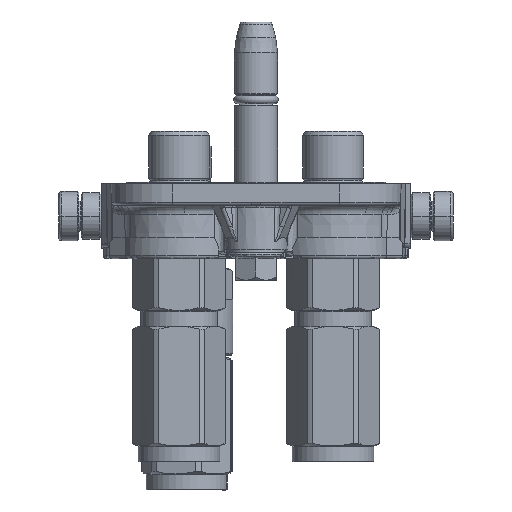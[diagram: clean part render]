
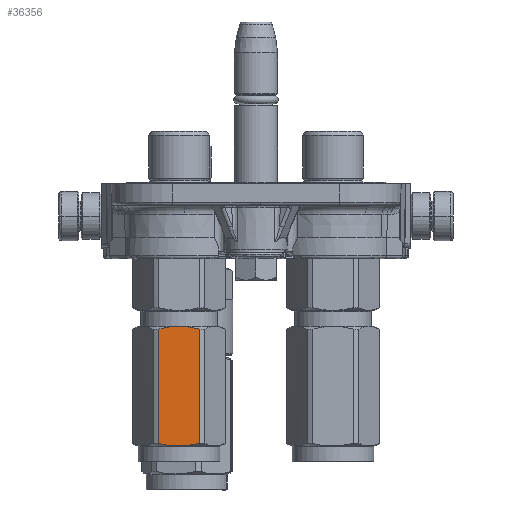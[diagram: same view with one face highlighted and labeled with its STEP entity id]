
A CAD part, left-side view. The second image highlights one B-rep face of the part: STEP entity #36356.
In plain terms, the highlighted face is planar.
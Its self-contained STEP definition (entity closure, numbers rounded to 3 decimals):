
#649 = LINE ( 'NONE', #13548, #93507 ) ;
#1305 = VERTEX_POINT ( 'NONE', #41996 ) ;
#2756 = EDGE_CURVE ( 'NONE', #1305, #57373, #55765, .T. ) ;
#3213 = CARTESIAN_POINT ( 'NONE',  ( 13.5, -63.159, 3.053 ) ) ;
#3512 = EDGE_CURVE ( 'NONE', #56900, #1305, #20515, .T. ) ;
#5916 = CARTESIAN_POINT ( 'NONE',  ( 13.5, -24.506, -2.139 ) ) ;
#7907 = VERTEX_POINT ( 'NONE', #33071 ) ;
#11332 = B_SPLINE_CURVE_WITH_KNOTS ( 'NONE', 3,
 ( #50485, #72001, #5916, #15285 ),
 .UNSPECIFIED., .F., .F.,
 ( 4, 4 ),
 ( 0., 1. ),
 .UNSPECIFIED. ) ;
#12910 = CARTESIAN_POINT ( 'NONE',  ( 13.5, -24.795, 4.314 ) ) ;
#13548 = CARTESIAN_POINT ( 'NONE',  ( 13.5, -62.49, 6.538 ) ) ;
#13996 = CARTESIAN_POINT ( 'NONE',  ( 13.5, -63.189, 2.81 ) ) ;
#14472 = CARTESIAN_POINT ( 'NONE',  ( 13.5, -62.49, 6.538 ) ) ;
#14960 = CARTESIAN_POINT ( 'NONE',  ( 13.5, -63.255, 2.191 ) ) ;
#15285 = CARTESIAN_POINT ( 'NONE',  ( 13.5, -24.5, -0.013 ) ) ;
#17437 = CARTESIAN_POINT ( 'NONE',  ( 13.5, -62.49, -6.538 ) ) ;
#20433 = VERTEX_POINT ( 'NONE', #40409 ) ;
#20515 = LINE ( 'NONE', #103080, #108165 ) ;
#23672 = EDGE_CURVE ( 'NONE', #64808, #20433, #116813, .T. ) ;
#25250 = CARTESIAN_POINT ( 'NONE',  ( 13.5, -63.131, 3.262 ) ) ;
#26220 = CARTESIAN_POINT ( 'NONE',  ( 13.5, -63.356, -1.103 ) ) ;
#26686 = CARTESIAN_POINT ( 'NONE',  ( 13.5, -63.108, -3.431 ) ) ;
#27351 = ORIENTED_EDGE ( 'NONE', *, *, #139380, .F. ) ;
#30725 = VECTOR ( 'NONE', #119298, 1000. ) ;
#31817 = ORIENTED_EDGE ( 'NONE', *, *, #144157, .T. ) ;
#33065 = ORIENTED_EDGE ( 'NONE', *, *, #3512, .T. ) ;
#33071 = CARTESIAN_POINT ( 'NONE',  ( 13.5, -25.366, -6.538 ) ) ;
#36356 = ADVANCED_FACE ( 'NONE', ( #82285 ), #113697, .T. ) ;
#36968 = CARTESIAN_POINT ( 'NONE',  ( 13.499, -63.337, 1.097 ) ) ;
#40409 = CARTESIAN_POINT ( 'NONE',  ( 13.5, -62.49, 6.538 ) ) ;
#41996 = CARTESIAN_POINT ( 'NONE',  ( 13.5, -24.5, 0.013 ) ) ;
#46737 = ORIENTED_EDGE ( 'NONE', *, *, #134897, .T. ) ;
#49700 = CARTESIAN_POINT ( 'NONE',  ( 13.5, -62.49, -6.538 ) ) ;
#50485 = CARTESIAN_POINT ( 'NONE',  ( 13.5, -25.366, -6.538 ) ) ;
#55765 = B_SPLINE_CURVE_WITH_KNOTS ( 'NONE', 3,
 ( #135774, #79925, #12910, #112345 ),
 .UNSPECIFIED., .F., .F.,
 ( 4, 4 ),
 ( 0., 1. ),
 .UNSPECIFIED. ) ;
#56900 = VERTEX_POINT ( 'NONE', #141619 ) ;
#57373 = VERTEX_POINT ( 'NONE', #94767 ) ;
#58278 = DIRECTION ( 'NONE',  ( 0., 0., 1. ) ) ;
#59966 = CARTESIAN_POINT ( 'NONE',  ( 13.5, -63.058, -3.767 ) ) ;
#60923 = CARTESIAN_POINT ( 'NONE',  ( 13.5, -63.279, 1.917 ) ) ;
#64808 = VERTEX_POINT ( 'NONE', #69343 ) ;
#69343 = CARTESIAN_POINT ( 'NONE',  ( 13.5, -62.49, -6.538 ) ) ;
#70241 = CARTESIAN_POINT ( 'NONE',  ( 13.499, -62.75, -5.449 ) ) ;
#71684 = CARTESIAN_POINT ( 'NONE',  ( 13.5, -63.356, 0.551 ) ) ;
#72001 = CARTESIAN_POINT ( 'NONE',  ( 13.5, -24.795, -4.314 ) ) ;
#74310 = EDGE_LOOP ( 'NONE', ( #46737, #31817, #33065, #113669, #27351, #116779 ) ) ;
#79925 = CARTESIAN_POINT ( 'NONE',  ( 13.5, -24.506, 2.139 ) ) ;
#81004 = CARTESIAN_POINT ( 'NONE',  ( 13.499, -62.91, -4.641 ) ) ;
#81490 = CARTESIAN_POINT ( 'NONE',  ( 13.498, -62.767, 5.442 ) ) ;
#82285 = FACE_OUTER_BOUND ( 'NONE', #74310, .T. ) ;
#90609 = CARTESIAN_POINT ( 'NONE',  ( 13.5, -24.5, -7.794 ) ) ;
#92288 = CARTESIAN_POINT ( 'NONE',  ( 13.5, -63.136, 3.226 ) ) ;
#93507 = VECTOR ( 'NONE', #135929, 1000. ) ;
#93753 = CARTESIAN_POINT ( 'NONE',  ( 13.5, -63.026, -3.969 ) ) ;
#94767 = CARTESIAN_POINT ( 'NONE',  ( 13.5, -25.366, 6.538 ) ) ;
#103080 = CARTESIAN_POINT ( 'NONE',  ( 13.5, -24.5, -0.013 ) ) ;
#103554 = CARTESIAN_POINT ( 'NONE',  ( 13.5, -62.979, 4.374 ) ) ;
#108165 = VECTOR ( 'NONE', #137848, 1000. ) ;
#112345 = CARTESIAN_POINT ( 'NONE',  ( 13.5, -25.366, 6.538 ) ) ;
#113669 = ORIENTED_EDGE ( 'NONE', *, *, #2756, .T. ) ;
#113697 = PLANE ( 'NONE',  #118289 ) ;
#114656 = DIRECTION ( 'NONE',  ( 1., 0., 0. ) ) ;
#114884 = CARTESIAN_POINT ( 'NONE',  ( 13.5, -62.959, -4.372 ) ) ;
#115863 = CARTESIAN_POINT ( 'NONE',  ( 13.5, -63.093, -3.532 ) ) ;
#116779 = ORIENTED_EDGE ( 'NONE', *, *, #23672, .F. ) ;
#116813 = B_SPLINE_CURVE_WITH_KNOTS ( 'NONE', 3,
 ( #49700, #127577, #70241, #81004, #114884, #93753, #59966, #115863, #26686, #128053, #138768, #138307, #26220, #71684, #36968, #60923, #14960, #139253, #13996, #3213, #126134, #92288, #25250, #103554, #81490, #14472 ),
 .UNSPECIFIED., .F., .F.,
 ( 4, 2, 2, 1, 1, 2, 2, 2, 2, 2, 1, 1, 2, 2, 4 ),
 ( 0., 0.125, 0.187, 0.219, 0.234, 0.242, 0.25, 0.5, 0.625, 0.688, 0.719, 0.734, 0.742, 0.75, 1. ),
 .UNSPECIFIED. ) ;
#118289 = AXIS2_PLACEMENT_3D ( 'NONE', #90609, #114656, #58278 ) ;
#119298 = DIRECTION ( 'NONE',  ( 0., 1., 0. ) ) ;
#126134 = CARTESIAN_POINT ( 'NONE',  ( 13.5, -63.145, 3.157 ) ) ;
#127577 = CARTESIAN_POINT ( 'NONE',  ( 13.499, -62.628, -5.99 ) ) ;
#128053 = CARTESIAN_POINT ( 'NONE',  ( 13.5, -63.117, -3.363 ) ) ;
#134119 = LINE ( 'NONE', #17437, #30725 ) ;
#134897 = EDGE_CURVE ( 'NONE', #64808, #7907, #134119, .T. ) ;
#135774 = CARTESIAN_POINT ( 'NONE',  ( 13.5, -24.5, 0.013 ) ) ;
#135929 = DIRECTION ( 'NONE',  ( 0., 1., 0. ) ) ;
#137848 = DIRECTION ( 'NONE',  ( 0., 0., 1. ) ) ;
#138307 = CARTESIAN_POINT ( 'NONE',  ( 13.5, -63.279, -2.181 ) ) ;
#138768 = CARTESIAN_POINT ( 'NONE',  ( 13.5, -63.122, -3.331 ) ) ;
#139253 = CARTESIAN_POINT ( 'NONE',  ( 13.5, -63.213, 2.603 ) ) ;
#139380 = EDGE_CURVE ( 'NONE', #20433, #57373, #649, .T. ) ;
#141619 = CARTESIAN_POINT ( 'NONE',  ( 13.5, -24.5, -0.013 ) ) ;
#144157 = EDGE_CURVE ( 'NONE', #7907, #56900, #11332, .T. ) ;
